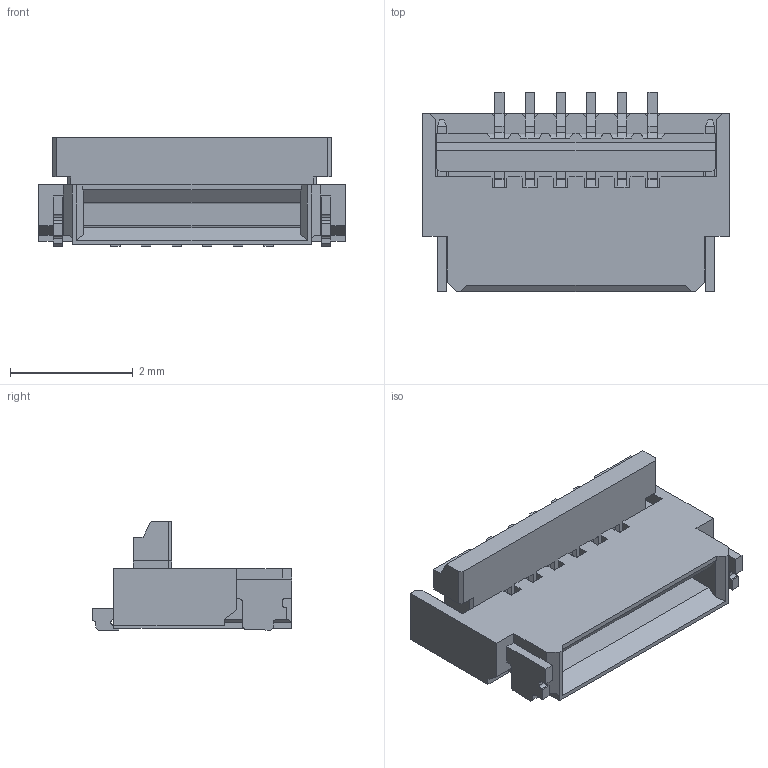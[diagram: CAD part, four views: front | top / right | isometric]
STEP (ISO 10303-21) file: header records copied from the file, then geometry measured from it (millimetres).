
FILE_DESCRIPTION(('eMachineShop Model'),'2;1');
FILE_NAME('WFH-2100190_1685452830.214.step', '2022-10-08T12:23:44',('eMachineShop'),('eMachineShop'), 'eMachineShop','eMachineShop','Unknown');
FILE_SCHEMA(('AUTOMOTIVE_DESIGN { 1 0 10303 214 1 1 1 1 }'));
Length unit declared in the file: millimetre
Products named in the file (1): eMachineShop
Bounding box: 5 x 3.25 x 1.77 mm (x, y, z)
Volume: 11.5 mm3; surface area: 84.5 mm2
Topology: 1 solids, 1 shells, 478 faces, 1412 edges, 932 vertices
Faces by surface type: bspline 478
Entity records: 34700 total; most frequent: CARTESIAN_POINT 13574, ORIENTED_EDGE 2824, PCURVE 2824, DEFINITIONAL_REPRESENTATION 2824, B_SPLINE_CURVE_WITH_KNOTS 2735, DIRECTION 1512, EDGE_CURVE 1412, SURFACE_CURVE 1412
